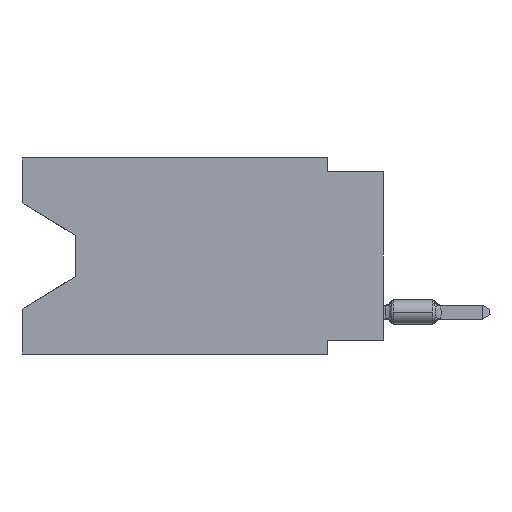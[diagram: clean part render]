
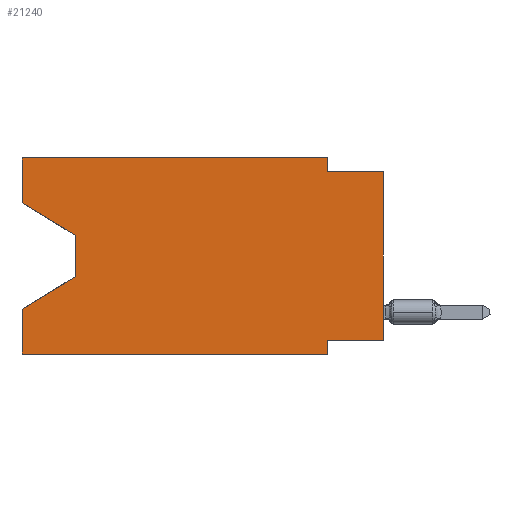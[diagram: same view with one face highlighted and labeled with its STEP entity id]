
A CAD part, left-side view. The second image highlights one B-rep face of the part: STEP entity #21240.
In plain terms, the highlighted planar face has unit normal (-1, 0, 0).
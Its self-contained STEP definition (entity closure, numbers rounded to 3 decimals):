
#964 = VERTEX_POINT ( 'NONE', #4816 ) ;
#1058 = LINE ( 'NONE', #32569, #36922 ) ;
#1449 = EDGE_CURVE ( 'NONE', #5743, #37076, #24378, .T. ) ;
#1665 = EDGE_CURVE ( 'NONE', #15978, #16880, #33196, .T. ) ;
#1747 = DIRECTION ( 'NONE',  ( 0., 0., -1. ) ) ;
#2175 = EDGE_CURVE ( 'NONE', #13791, #5743, #27190, .T. ) ;
#2709 = DIRECTION ( 'NONE',  ( 0., 1., 0. ) ) ;
#3021 = VECTOR ( 'NONE', #1747, 1000. ) ;
#3174 = CARTESIAN_POINT ( 'NONE',  ( 0., 13.97, -3.505 ) ) ;
#3199 = CARTESIAN_POINT ( 'NONE',  ( 0., 16.383, 0. ) ) ;
#3740 = EDGE_CURVE ( 'NONE', #38000, #5469, #34248, .T. ) ;
#3959 = ORIENTED_EDGE ( 'NONE', *, *, #1449, .F. ) ;
#4034 = CARTESIAN_POINT ( 'NONE',  ( 0., 2.54, 0. ) ) ;
#4205 = CARTESIAN_POINT ( 'NONE',  ( 0., 2.54, -0.635 ) ) ;
#4816 = CARTESIAN_POINT ( 'NONE',  ( 0., 2.54, -8.255 ) ) ;
#4964 = CARTESIAN_POINT ( 'NONE',  ( 0., 16.383, -2.038 ) ) ;
#5469 = VERTEX_POINT ( 'NONE', #19700 ) ;
#5743 = VERTEX_POINT ( 'NONE', #36095 ) ;
#7035 = EDGE_CURVE ( 'NONE', #37076, #29906, #1058, .T. ) ;
#9361 = VERTEX_POINT ( 'NONE', #4964 ) ;
#9393 = CARTESIAN_POINT ( 'NONE',  ( 0., 13.97, -5.385 ) ) ;
#9747 = VECTOR ( 'NONE', #14443, 1000. ) ;
#12182 = DIRECTION ( 'NONE',  ( 0., 0., -1. ) ) ;
#12558 = CARTESIAN_POINT ( 'NONE',  ( 0., 16.383, 0. ) ) ;
#12705 = EDGE_CURVE ( 'NONE', #9361, #15978, #31876, .T. ) ;
#13048 = ORIENTED_EDGE ( 'NONE', *, *, #3740, .F. ) ;
#13194 = LINE ( 'NONE', #34215, #25383 ) ;
#13570 = CARTESIAN_POINT ( 'NONE',  ( 0., 16.383, 0. ) ) ;
#13639 = DIRECTION ( 'NONE',  ( 0., 0., 1. ) ) ;
#13716 = FACE_OUTER_BOUND ( 'NONE', #43555, .T. ) ;
#13791 = VERTEX_POINT ( 'NONE', #13570 ) ;
#14196 = ORIENTED_EDGE ( 'NONE', *, *, #28688, .F. ) ;
#14443 = DIRECTION ( 'NONE',  ( 0., 0., 1. ) ) ;
#15461 = CARTESIAN_POINT ( 'NONE',  ( 0., 2.54, -8.89 ) ) ;
#15840 = CARTESIAN_POINT ( 'NONE',  ( 0., 13.97, -3.505 ) ) ;
#15978 = VERTEX_POINT ( 'NONE', #3174 ) ;
#15991 = LINE ( 'NONE', #12558, #19948 ) ;
#16880 = VERTEX_POINT ( 'NONE', #9393 ) ;
#17707 = DIRECTION ( 'NONE',  ( 0., -0.855, -0.519 ) ) ;
#18168 = ORIENTED_EDGE ( 'NONE', *, *, #7035, .F. ) ;
#18258 = ORIENTED_EDGE ( 'NONE', *, *, #35040, .F. ) ;
#19250 = LINE ( 'NONE', #43667, #33476 ) ;
#19700 = CARTESIAN_POINT ( 'NONE',  ( 0., 16.383, -6.852 ) ) ;
#19948 = VECTOR ( 'NONE', #13639, 1000. ) ;
#20156 = ORIENTED_EDGE ( 'NONE', *, *, #31314, .F. ) ;
#20788 = DIRECTION ( 'NONE',  ( 0., -1., 0. ) ) ;
#21240 = ADVANCED_FACE ( 'NONE', ( #13716 ), #27197, .F. ) ;
#21283 = CARTESIAN_POINT ( 'NONE',  ( 0., 0., 0. ) ) ;
#21873 = CARTESIAN_POINT ( 'NONE',  ( 0., 0., -0.635 ) ) ;
#21896 = ORIENTED_EDGE ( 'NONE', *, *, #2175, .F. ) ;
#21967 = AXIS2_PLACEMENT_3D ( 'NONE', #30630, #37481, #30187 ) ;
#22087 = VECTOR ( 'NONE', #31461, 1000. ) ;
#23414 = DIRECTION ( 'NONE',  ( 0., -1., 0. ) ) ;
#23995 = EDGE_CURVE ( 'NONE', #38298, #29906, #35883, .T. ) ;
#24378 = LINE ( 'NONE', #4034, #22087 ) ;
#24390 = ORIENTED_EDGE ( 'NONE', *, *, #23995, .T. ) ;
#25383 = VECTOR ( 'NONE', #2709, 1000. ) ;
#25921 = ORIENTED_EDGE ( 'NONE', *, *, #12705, .T. ) ;
#27190 = LINE ( 'NONE', #38163, #32338 ) ;
#27197 = PLANE ( 'NONE',  #21967 ) ;
#28688 = EDGE_CURVE ( 'NONE', #964, #41306, #40124, .T. ) ;
#29906 = VERTEX_POINT ( 'NONE', #21873 ) ;
#30187 = DIRECTION ( 'NONE',  ( 0., 0., -1. ) ) ;
#30281 = CARTESIAN_POINT ( 'NONE',  ( 0., 16.383, -8.89 ) ) ;
#30630 = CARTESIAN_POINT ( 'NONE',  ( 0., 16.383, 0. ) ) ;
#31314 = EDGE_CURVE ( 'NONE', #9361, #13791, #15991, .T. ) ;
#31461 = DIRECTION ( 'NONE',  ( 0., 0., -1. ) ) ;
#31732 = EDGE_CURVE ( 'NONE', #38000, #41306, #36895, .T. ) ;
#31876 = LINE ( 'NONE', #35512, #34630 ) ;
#32112 = CARTESIAN_POINT ( 'NONE',  ( 0., 2.54, -8.89 ) ) ;
#32338 = VECTOR ( 'NONE', #20788, 1000. ) ;
#32569 = CARTESIAN_POINT ( 'NONE',  ( 0., 0., -0.635 ) ) ;
#33196 = LINE ( 'NONE', #15840, #41036 ) ;
#33476 = VECTOR ( 'NONE', #37066, 1000. ) ;
#34215 = CARTESIAN_POINT ( 'NONE',  ( 0., 0., -8.255 ) ) ;
#34248 = LINE ( 'NONE', #3199, #44706 ) ;
#34630 = VECTOR ( 'NONE', #17707, 1000. ) ;
#34965 = ORIENTED_EDGE ( 'NONE', *, *, #31732, .T. ) ;
#35040 = EDGE_CURVE ( 'NONE', #38298, #964, #13194, .T. ) ;
#35357 = VECTOR ( 'NONE', #23414, 1000. ) ;
#35512 = CARTESIAN_POINT ( 'NONE',  ( 0., 16.383, -2.038 ) ) ;
#35883 = LINE ( 'NONE', #21283, #9747 ) ;
#36095 = CARTESIAN_POINT ( 'NONE',  ( 0., 2.54, 0. ) ) ;
#36220 = CARTESIAN_POINT ( 'NONE',  ( 0., 16.383, -8.89 ) ) ;
#36895 = LINE ( 'NONE', #30281, #35357 ) ;
#36922 = VECTOR ( 'NONE', #38748, 1000. ) ;
#37066 = DIRECTION ( 'NONE',  ( 0., 0.855, -0.519 ) ) ;
#37076 = VERTEX_POINT ( 'NONE', #4205 ) ;
#37481 = DIRECTION ( 'NONE',  ( 1., 0., 0. ) ) ;
#38000 = VERTEX_POINT ( 'NONE', #36220 ) ;
#38163 = CARTESIAN_POINT ( 'NONE',  ( 0., 16.383, 0. ) ) ;
#38298 = VERTEX_POINT ( 'NONE', #38701 ) ;
#38701 = CARTESIAN_POINT ( 'NONE',  ( 0., 0., -8.255 ) ) ;
#38748 = DIRECTION ( 'NONE',  ( 0., -1., 0. ) ) ;
#39277 = ORIENTED_EDGE ( 'NONE', *, *, #40237, .T. ) ;
#40124 = LINE ( 'NONE', #15461, #3021 ) ;
#40237 = EDGE_CURVE ( 'NONE', #16880, #5469, #19250, .T. ) ;
#41036 = VECTOR ( 'NONE', #12182, 1000. ) ;
#41306 = VERTEX_POINT ( 'NONE', #32112 ) ;
#43101 = ORIENTED_EDGE ( 'NONE', *, *, #1665, .T. ) ;
#43555 = EDGE_LOOP ( 'NONE', ( #25921, #43101, #39277, #13048, #34965, #14196, #18258, #24390, #18168, #3959, #21896, #20156 ) ) ;
#43667 = CARTESIAN_POINT ( 'NONE',  ( 0., 13.97, -5.385 ) ) ;
#44072 = DIRECTION ( 'NONE',  ( 0., 0., 1. ) ) ;
#44706 = VECTOR ( 'NONE', #44072, 1000. ) ;
